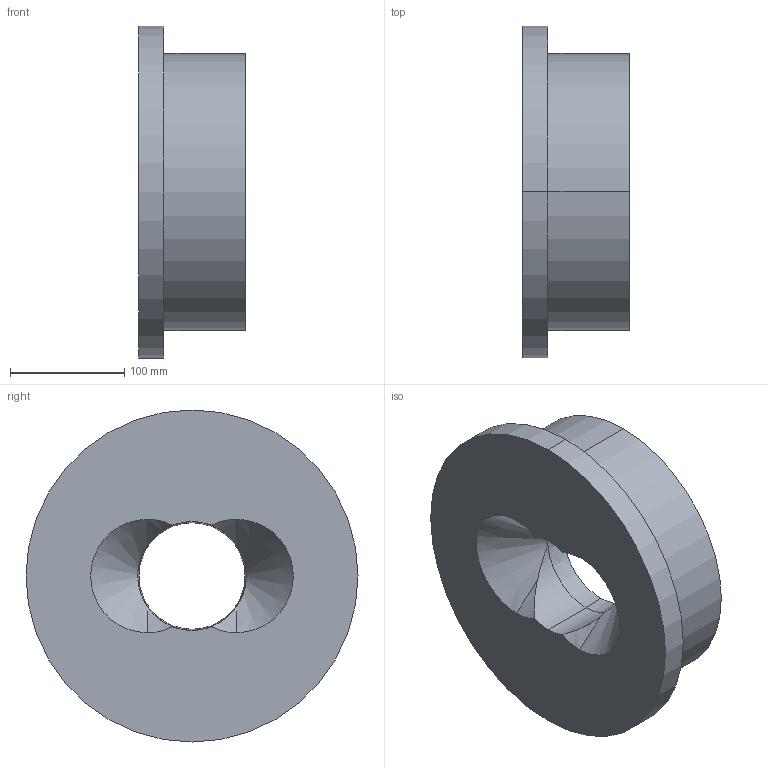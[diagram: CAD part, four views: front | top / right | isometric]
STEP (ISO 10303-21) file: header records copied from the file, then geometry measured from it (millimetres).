
FILE_DESCRIPTION (( 'STEP AP203' ), '1' );
FILE_NAME ('GPS98x2-3-2al+磁霜遠al.STEP', '2022-04-26T11:46:41', ( '' ), ( '' ), 'SwSTEP 2.0', 'SolidWorks 2021', '' );
FILE_SCHEMA (( 'CONFIG_CONTROL_DESIGN' ));
Length unit declared in the file: millimetre
Products named in the file (1): GPS98x2-3-2al+磁霜遠al
Bounding box: 93 x 290 x 290 mm (x, y, z)
Volume: 3291269.6 mm3; surface area: 220686.1 mm2
Topology: 1 solids, 1 shells, 26 faces, 58 edges, 36 vertices
Faces by surface type: cone 10, cylinder 10, plane 4, torus 2
Entity records: 935 total; most frequent: CARTESIAN_POINT 255, DIRECTION 140, ORIENTED_EDGE 116, AXIS2_PLACEMENT_3D 61, EDGE_CURVE 58, VERTEX_POINT 36, CIRCLE 34, EDGE_LOOP 30
